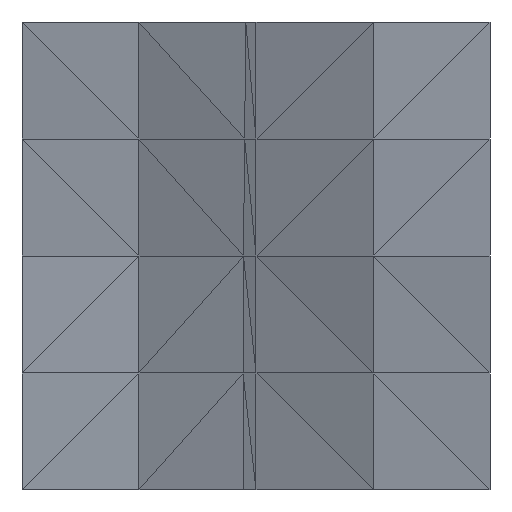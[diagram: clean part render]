
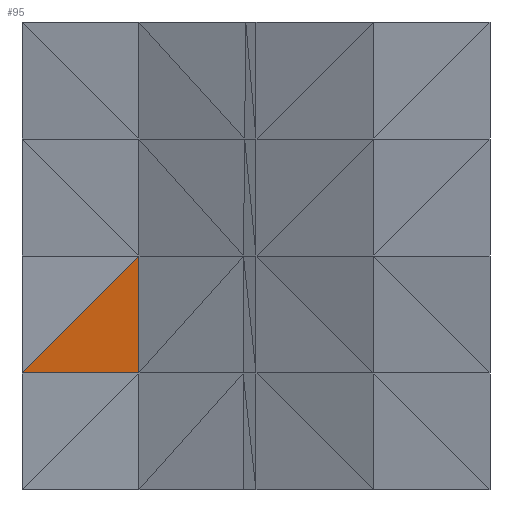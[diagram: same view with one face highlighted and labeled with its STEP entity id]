
A CAD part, front view. The second image highlights one B-rep face of the part: STEP entity #95.
In plain terms, the highlighted planar face has unit normal (-0.23, -0.971, 0.063).
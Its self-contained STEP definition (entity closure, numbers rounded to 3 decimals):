
#24 = VERTEX_POINT('',#25);
#25 = CARTESIAN_POINT('',(147.79,-39.573,
    -9.399));
#32 = PLANE('',#33);
#33 = AXIS2_PLACEMENT_3D('',#34,#35,#36);
#34 = CARTESIAN_POINT('',(148.626,-39.645,
    -7.869));
#35 = DIRECTION('',(-0.263,-0.96,0.098)
  );
#36 = DIRECTION('',(-0.965,0.264,0.));
#44 = EDGE_CURVE('',#24,#45,#47,.T.);
#45 = VERTEX_POINT('',#46);
#46 = CARTESIAN_POINT('',(150.145,-39.976,
    -7.044));
#47 = SURFACE_CURVE('',#48,(#52,#59),.PCURVE_S1.);
#48 = LINE('',#49,#50);
#49 = CARTESIAN_POINT('',(147.79,-39.573,
    -9.399));
#50 = VECTOR('',#51,1.);
#51 = DIRECTION('',(0.702,-0.12,0.702));
#52 = PCURVE('',#32,#53);
#53 = DEFINITIONAL_REPRESENTATION('',(#54),#58);
#54 = LINE('',#55,#56);
#55 = CARTESIAN_POINT('',(0.826,1.537));
#56 = VECTOR('',#57,1.);
#57 = DIRECTION('',(-0.709,-0.705));
#58 = ( GEOMETRIC_REPRESENTATION_CONTEXT(2) 
PARAMETRIC_REPRESENTATION_CONTEXT() REPRESENTATION_CONTEXT('2D SPACE',''
  ) );
#59 = PCURVE('',#60,#65);
#60 = PLANE('',#61);
#61 = AXIS2_PLACEMENT_3D('',#62,#63,#64);
#62 = CARTESIAN_POINT('',(149.309,-39.878,-8.572
    ));
#63 = DIRECTION('',(-0.23,-0.971,0.063));
#64 = DIRECTION('',(-0.973,0.23,0.));
#65 = DEFINITIONAL_REPRESENTATION('',(#66),#69);
#66 = B_SPLINE_CURVE_WITH_KNOTS('',1,(#67,#68),.UNSPECIFIED.,.F.,.F.,(2,
    2),(0.,3.355),.PIECEWISE_BEZIER_KNOTS.);
#67 = CARTESIAN_POINT('',(1.549,0.829));
#68 = CARTESIAN_POINT('',(-0.836,-1.531));
#69 = ( GEOMETRIC_REPRESENTATION_CONTEXT(2) 
PARAMETRIC_REPRESENTATION_CONTEXT() REPRESENTATION_CONTEXT('2D SPACE',''
  ) );
#95 = ADVANCED_FACE('',(#96),#60,.T.);
#96 = FACE_BOUND('',#97,.T.);
#97 = EDGE_LOOP('',(#98,#99,#126));
#98 = ORIENTED_EDGE('',*,*,#44,.F.);
#99 = ORIENTED_EDGE('',*,*,#100,.F.);
#100 = EDGE_CURVE('',#101,#24,#103,.T.);
#101 = VERTEX_POINT('',#102);
#102 = CARTESIAN_POINT('',(150.145,-40.13,
    -9.399));
#103 = SURFACE_CURVE('',#104,(#108,#114),.PCURVE_S1.);
#104 = LINE('',#105,#106);
#105 = CARTESIAN_POINT('',(150.145,-40.13,
    -9.399));
#106 = VECTOR('',#107,1.);
#107 = DIRECTION('',(-0.973,0.23,0.));
#108 = PCURVE('',#60,#109);
#109 = DEFINITIONAL_REPRESENTATION('',(#110),#113);
#110 = B_SPLINE_CURVE_WITH_KNOTS('',1,(#111,#112),.UNSPECIFIED.,.F.,.F.,
  (2,2),(0.,2.42),.PIECEWISE_BEZIER_KNOTS.);
#111 = CARTESIAN_POINT('',(-0.871,0.829));
#112 = CARTESIAN_POINT('',(1.549,0.829));
#113 = ( GEOMETRIC_REPRESENTATION_CONTEXT(2) 
PARAMETRIC_REPRESENTATION_CONTEXT() REPRESENTATION_CONTEXT('2D SPACE',''
  ) );
#114 = PCURVE('',#115,#120);
#115 = PLANE('',#116);
#116 = AXIS2_PLACEMENT_3D('',#117,#118,#119);
#117 = CARTESIAN_POINT('',(148.626,-39.817,
    -10.226));
#118 = DIRECTION('',(-0.23,-0.972,0.055)
  );
#119 = DIRECTION('',(-0.973,0.23,0.));
#120 = DEFINITIONAL_REPRESENTATION('',(#121),#125);
#121 = LINE('',#122,#123);
#122 = CARTESIAN_POINT('',(-1.55,-0.829));
#123 = VECTOR('',#124,1.);
#124 = DIRECTION('',(1.,0.));
#125 = ( GEOMETRIC_REPRESENTATION_CONTEXT(2) 
PARAMETRIC_REPRESENTATION_CONTEXT() REPRESENTATION_CONTEXT('2D SPACE',''
  ) );
#126 = ORIENTED_EDGE('',*,*,#127,.T.);
#127 = EDGE_CURVE('',#101,#45,#128,.T.);
#128 = SURFACE_CURVE('',#129,(#133,#140),.PCURVE_S1.);
#129 = LINE('',#130,#131);
#130 = CARTESIAN_POINT('',(150.145,-40.13,
    -9.399));
#131 = VECTOR('',#132,1.);
#132 = DIRECTION('',(0.,0.065,0.998));
#133 = PCURVE('',#60,#134);
#134 = DEFINITIONAL_REPRESENTATION('',(#135),#139);
#135 = LINE('',#136,#137);
#136 = CARTESIAN_POINT('',(-0.871,0.829));
#137 = VECTOR('',#138,1.);
#138 = DIRECTION('',(0.015,-1.));
#139 = ( GEOMETRIC_REPRESENTATION_CONTEXT(2) 
PARAMETRIC_REPRESENTATION_CONTEXT() REPRESENTATION_CONTEXT('2D SPACE',''
  ) );
#140 = PCURVE('',#141,#146);
#141 = PLANE('',#142);
#142 = AXIS2_PLACEMENT_3D('',#143,#144,#145);
#143 = CARTESIAN_POINT('',(150.892,-40.476,
    -7.868));
#144 = DIRECTION('',(-0.512,-0.857,0.056)
  );
#145 = DIRECTION('',(-0.859,0.513,0.));
#146 = DEFINITIONAL_REPRESENTATION('',(#147),#150);
#147 = B_SPLINE_CURVE_WITH_KNOTS('',1,(#148,#149),.UNSPECIFIED.,.F.,.F.,
  (2,2),(0.,2.36),.PIECEWISE_BEZIER_KNOTS.);
#148 = CARTESIAN_POINT('',(0.819,1.534));
#149 = CARTESIAN_POINT('',(0.898,-0.825));
#150 = ( GEOMETRIC_REPRESENTATION_CONTEXT(2) 
PARAMETRIC_REPRESENTATION_CONTEXT() REPRESENTATION_CONTEXT('2D SPACE',''
  ) );
